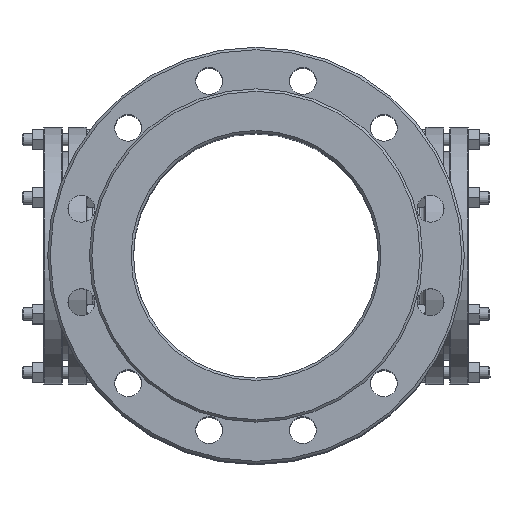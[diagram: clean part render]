
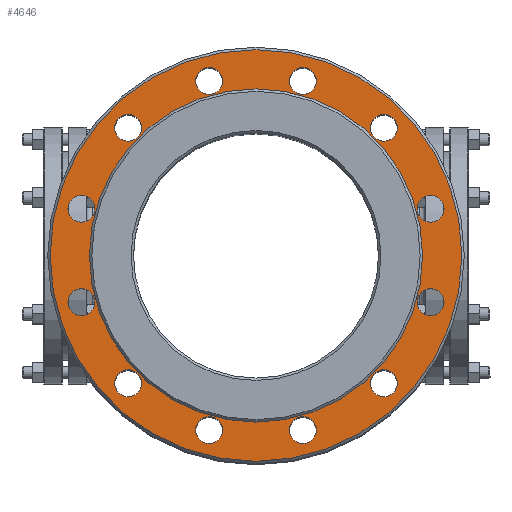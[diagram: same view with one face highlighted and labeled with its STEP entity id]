
A CAD part, top view. The second image highlights one B-rep face of the part: STEP entity #4646.
In plain terms, the highlighted planar face has unit normal (0, 0, 1).
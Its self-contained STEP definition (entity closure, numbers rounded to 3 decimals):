
#322=FACE_BOUND('',#1047,.T.);
#323=FACE_BOUND('',#1048,.T.);
#324=FACE_BOUND('',#1049,.T.);
#325=FACE_BOUND('',#1050,.T.);
#326=FACE_BOUND('',#1051,.T.);
#327=FACE_BOUND('',#1052,.T.);
#328=FACE_BOUND('',#1053,.T.);
#329=FACE_BOUND('',#1054,.T.);
#330=FACE_BOUND('',#1055,.T.);
#331=FACE_BOUND('',#1056,.T.);
#332=FACE_BOUND('',#1057,.T.);
#333=FACE_BOUND('',#1058,.T.);
#334=FACE_BOUND('',#1059,.T.);
#443=PLANE('',#5226);
#707=FACE_OUTER_BOUND('',#1046,.T.);
#1046=EDGE_LOOP('',(#3978));
#1047=EDGE_LOOP('',(#3979));
#1048=EDGE_LOOP('',(#3980));
#1049=EDGE_LOOP('',(#3981));
#1050=EDGE_LOOP('',(#3982));
#1051=EDGE_LOOP('',(#3983));
#1052=EDGE_LOOP('',(#3984));
#1053=EDGE_LOOP('',(#3985));
#1054=EDGE_LOOP('',(#3986));
#1055=EDGE_LOOP('',(#3987));
#1056=EDGE_LOOP('',(#3988));
#1057=EDGE_LOOP('',(#3989));
#1058=EDGE_LOOP('',(#3990));
#1059=EDGE_LOOP('',(#3991));
#1595=CIRCLE('',#4845,11.);
#1597=CIRCLE('',#4848,11.);
#1599=CIRCLE('',#4851,11.);
#1601=CIRCLE('',#4854,11.);
#1695=CIRCLE('',#5009,11.);
#1707=CIRCLE('',#5027,11.);
#1709=CIRCLE('',#5030,11.);
#1711=CIRCLE('',#5033,11.);
#1713=CIRCLE('',#5036,11.);
#1715=CIRCLE('',#5039,11.);
#1811=CIRCLE('',#5198,136.);
#1819=CIRCLE('',#5213,11.);
#1827=CIRCLE('',#5225,168.);
#1828=CIRCLE('',#5227,11.);
#2053=VERTEX_POINT('',#7810);
#2055=VERTEX_POINT('',#7816);
#2057=VERTEX_POINT('',#7822);
#2059=VERTEX_POINT('',#7828);
#2148=VERTEX_POINT('',#8623);
#2160=VERTEX_POINT('',#8659);
#2162=VERTEX_POINT('',#8665);
#2164=VERTEX_POINT('',#8671);
#2166=VERTEX_POINT('',#8677);
#2168=VERTEX_POINT('',#8683);
#2259=VERTEX_POINT('',#9491);
#2267=VERTEX_POINT('',#9520);
#2275=VERTEX_POINT('',#9543);
#2276=VERTEX_POINT('',#9547);
#2519=EDGE_CURVE('',#2053,#2053,#1595,.T.);
#2522=EDGE_CURVE('',#2055,#2055,#1597,.T.);
#2525=EDGE_CURVE('',#2057,#2057,#1599,.T.);
#2528=EDGE_CURVE('',#2059,#2059,#1601,.T.);
#2664=EDGE_CURVE('',#2148,#2148,#1695,.T.);
#2682=EDGE_CURVE('',#2160,#2160,#1707,.T.);
#2685=EDGE_CURVE('',#2162,#2162,#1709,.T.);
#2688=EDGE_CURVE('',#2164,#2164,#1711,.T.);
#2691=EDGE_CURVE('',#2166,#2166,#1713,.T.);
#2694=EDGE_CURVE('',#2168,#2168,#1715,.T.);
#2833=EDGE_CURVE('',#2259,#2259,#1811,.T.);
#2847=EDGE_CURVE('',#2267,#2267,#1819,.T.);
#2858=EDGE_CURVE('',#2275,#2275,#1827,.T.);
#2860=EDGE_CURVE('',#2276,#2276,#1828,.T.);
#3978=ORIENTED_EDGE('',*,*,#2858,.T.);
#3979=ORIENTED_EDGE('',*,*,#2847,.F.);
#3980=ORIENTED_EDGE('',*,*,#2691,.T.);
#3981=ORIENTED_EDGE('',*,*,#2688,.T.);
#3982=ORIENTED_EDGE('',*,*,#2685,.T.);
#3983=ORIENTED_EDGE('',*,*,#2682,.T.);
#3984=ORIENTED_EDGE('',*,*,#2664,.T.);
#3985=ORIENTED_EDGE('',*,*,#2833,.F.);
#3986=ORIENTED_EDGE('',*,*,#2694,.T.);
#3987=ORIENTED_EDGE('',*,*,#2528,.F.);
#3988=ORIENTED_EDGE('',*,*,#2525,.F.);
#3989=ORIENTED_EDGE('',*,*,#2522,.F.);
#3990=ORIENTED_EDGE('',*,*,#2519,.F.);
#3991=ORIENTED_EDGE('',*,*,#2860,.T.);
#4646=ADVANCED_FACE('',(#707,#322,#323,#324,#325,#326,#327,#328,#329,#330,
#331,#332,#333,#334),#443,.T.);
#4845=AXIS2_PLACEMENT_3D('',#7811,#5623,#5624);
#4848=AXIS2_PLACEMENT_3D('',#7817,#5630,#5631);
#4851=AXIS2_PLACEMENT_3D('',#7823,#5637,#5638);
#4854=AXIS2_PLACEMENT_3D('',#7829,#5644,#5645);
#5009=AXIS2_PLACEMENT_3D('',#8624,#5992,#5993);
#5027=AXIS2_PLACEMENT_3D('',#8660,#6034,#6035);
#5030=AXIS2_PLACEMENT_3D('',#8666,#6041,#6042);
#5033=AXIS2_PLACEMENT_3D('',#8672,#6048,#6049);
#5036=AXIS2_PLACEMENT_3D('',#8678,#6055,#6056);
#5039=AXIS2_PLACEMENT_3D('',#8684,#6062,#6063);
#5198=AXIS2_PLACEMENT_3D('',#9492,#6417,#6418);
#5213=AXIS2_PLACEMENT_3D('',#9521,#6453,#6454);
#5225=AXIS2_PLACEMENT_3D('',#9544,#6480,#6481);
#5226=AXIS2_PLACEMENT_3D('',#9546,#6483,#6484);
#5227=AXIS2_PLACEMENT_3D('',#9548,#6485,#6486);
#5623=DIRECTION('center_axis',(0.,0.,1.));
#5624=DIRECTION('ref_axis',(1.,0.,0.));
#5630=DIRECTION('center_axis',(0.,0.,1.));
#5631=DIRECTION('ref_axis',(1.,0.,0.));
#5637=DIRECTION('center_axis',(0.,0.,1.));
#5638=DIRECTION('ref_axis',(1.,0.,0.));
#5644=DIRECTION('center_axis',(0.,0.,1.));
#5645=DIRECTION('ref_axis',(1.,0.,0.));
#5992=DIRECTION('center_axis',(0.,0.,-1.));
#5993=DIRECTION('ref_axis',(-1.,0.,0.));
#6034=DIRECTION('center_axis',(0.,0.,-1.));
#6035=DIRECTION('ref_axis',(-1.,0.,0.));
#6041=DIRECTION('center_axis',(0.,0.,-1.));
#6042=DIRECTION('ref_axis',(-1.,0.,0.));
#6048=DIRECTION('center_axis',(0.,0.,-1.));
#6049=DIRECTION('ref_axis',(-1.,0.,0.));
#6055=DIRECTION('center_axis',(0.,0.,-1.));
#6056=DIRECTION('ref_axis',(-1.,0.,0.));
#6062=DIRECTION('center_axis',(0.,0.,-1.));
#6063=DIRECTION('ref_axis',(-1.,0.,0.));
#6417=DIRECTION('center_axis',(0.,0.,1.));
#6418=DIRECTION('ref_axis',(-1.,0.,0.));
#6453=DIRECTION('center_axis',(0.,0.,1.));
#6454=DIRECTION('ref_axis',(1.,0.,0.));
#6480=DIRECTION('center_axis',(0.,0.,1.));
#6481=DIRECTION('ref_axis',(1.,0.,0.));
#6483=DIRECTION('center_axis',(0.,0.,1.));
#6484=DIRECTION('ref_axis',(1.,0.,0.));
#6485=DIRECTION('center_axis',(0.,0.,-1.));
#6486=DIRECTION('ref_axis',(-1.,0.,0.));
#7810=CARTESIAN_POINT('',(-115.298,-104.298,478.));
#7811=CARTESIAN_POINT('Origin',(-104.298,-104.298,478.));
#7816=CARTESIAN_POINT('',(-49.176,-142.474,478.));
#7817=CARTESIAN_POINT('Origin',(-38.176,-142.474,478.));
#7822=CARTESIAN_POINT('',(-49.176,142.474,478.));
#7823=CARTESIAN_POINT('Origin',(-38.176,142.474,478.));
#7828=CARTESIAN_POINT('',(-115.298,104.298,478.));
#7829=CARTESIAN_POINT('Origin',(-104.298,104.298,478.));
#8623=CARTESIAN_POINT('',(153.474,-38.176,478.));
#8624=CARTESIAN_POINT('Origin',(142.474,-38.176,478.));
#8659=CARTESIAN_POINT('',(115.298,-104.298,478.));
#8660=CARTESIAN_POINT('Origin',(104.298,-104.298,478.));
#8665=CARTESIAN_POINT('',(49.176,-142.474,478.));
#8666=CARTESIAN_POINT('Origin',(38.176,-142.474,478.));
#8671=CARTESIAN_POINT('',(49.176,142.474,478.));
#8672=CARTESIAN_POINT('Origin',(38.176,142.474,478.));
#8677=CARTESIAN_POINT('',(115.298,104.298,478.));
#8678=CARTESIAN_POINT('Origin',(104.298,104.298,478.));
#8683=CARTESIAN_POINT('',(153.474,38.176,478.));
#8684=CARTESIAN_POINT('Origin',(142.474,38.176,478.));
#9491=CARTESIAN_POINT('',(136.,0.,478.));
#9492=CARTESIAN_POINT('Origin',(0.,0.,478.));
#9520=CARTESIAN_POINT('',(-131.474,38.176,478.));
#9521=CARTESIAN_POINT('Origin',(-142.474,38.176,478.));
#9543=CARTESIAN_POINT('',(168.,0.,478.));
#9544=CARTESIAN_POINT('Origin',(0.,0.,478.));
#9546=CARTESIAN_POINT('Origin',(0.,0.,478.));
#9547=CARTESIAN_POINT('',(-131.474,-38.176,478.));
#9548=CARTESIAN_POINT('Origin',(-142.474,-38.176,478.));
